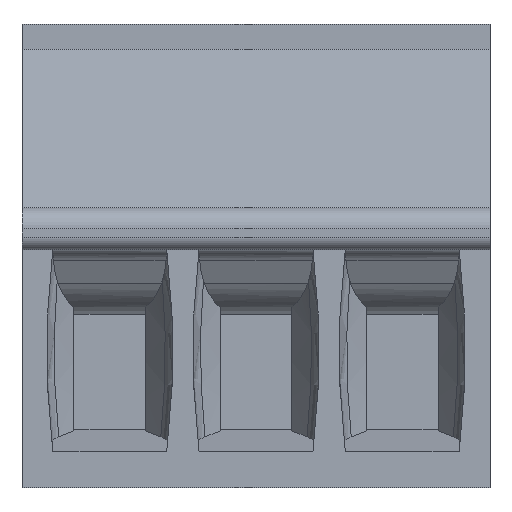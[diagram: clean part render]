
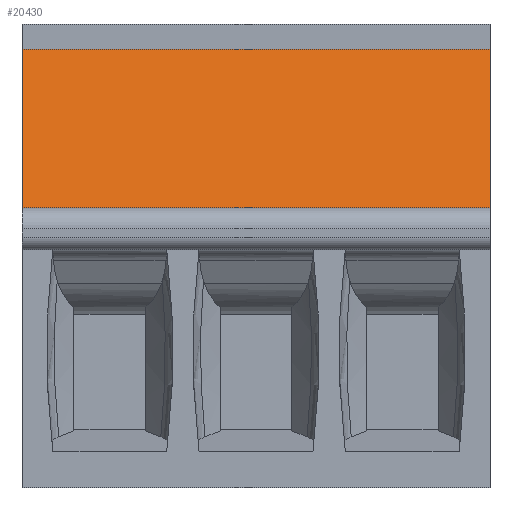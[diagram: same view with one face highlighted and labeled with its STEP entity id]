
A CAD part, front view. The second image highlights one B-rep face of the part: STEP entity #20430.
In plain terms, the highlighted face is planar.
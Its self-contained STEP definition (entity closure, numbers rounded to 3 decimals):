
#9720=CARTESIAN_POINT('',(48.993,39.882,
66.455));
#9730=VERTEX_POINT('',#9720);
#9760=CARTESIAN_POINT('',(48.993,39.882,
75.555));
#9770=DIRECTION('',(0.,0.,1.));
#9780=VECTOR('',#9770,1.);
#9790=LINE('',#9760,#9780);
#9800=CARTESIAN_POINT('',(48.993,39.882,
77.655));
#9810=VERTEX_POINT('',#9800);
#9820=EDGE_CURVE('',#9730,#9810,#9790,.T.);
#20130=CARTESIAN_POINT('',(50.011,36.082,
75.555));
#20140=DIRECTION('',(0.966,0.259,0.));
#20150=DIRECTION('',(0.259,-0.966,0.));
#20160=AXIS2_PLACEMENT_3D('',#20130,#20140,#20150);
#20170=PLANE('',#20160);
#20180=CARTESIAN_POINT('',(63.157,-12.979,
66.455));
#20190=DIRECTION('',(0.259,-0.966,0.));
#20200=VECTOR('',#20190,1.);
#20210=LINE('',#20180,#20200);
#20220=CARTESIAN_POINT('',(50.011,36.082,
66.455));
#20230=VERTEX_POINT('',#20220);
#20240=EDGE_CURVE('',#9730,#20230,#20210,.T.);
#20250=ORIENTED_EDGE('',*,*,#20240,.F.);
#20260=CARTESIAN_POINT('',(50.011,36.082,
82.555));
#20270=DIRECTION('',(0.,0.,-1.));
#20280=VECTOR('',#20270,1.);
#20290=LINE('',#20260,#20280);
#20300=CARTESIAN_POINT('',(50.011,36.082,
77.655));
#20310=VERTEX_POINT('',#20300);
#20320=EDGE_CURVE('',#20310,#20230,#20290,.T.);
#20330=ORIENTED_EDGE('',*,*,#20320,.T.);
#20340=CARTESIAN_POINT('',(63.157,-12.979,
77.655));
#20350=DIRECTION('',(0.259,-0.966,0.));
#20360=VECTOR('',#20350,1.);
#20370=LINE('',#20340,#20360);
#20380=EDGE_CURVE('',#9810,#20310,#20370,.T.);
#20390=ORIENTED_EDGE('',*,*,#20380,.T.);
#20400=ORIENTED_EDGE('',*,*,#9820,.T.);
#20410=EDGE_LOOP('',(#20400,#20390,#20330,#20250));
#20420=FACE_OUTER_BOUND('',#20410,.T.);
#20430=ADVANCED_FACE('',(#20420),#20170,.T.);
